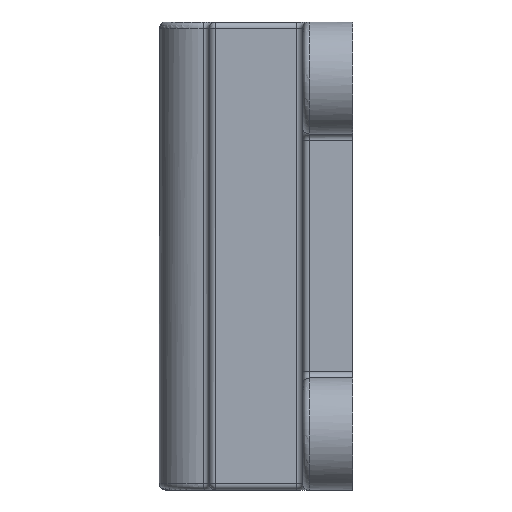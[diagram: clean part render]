
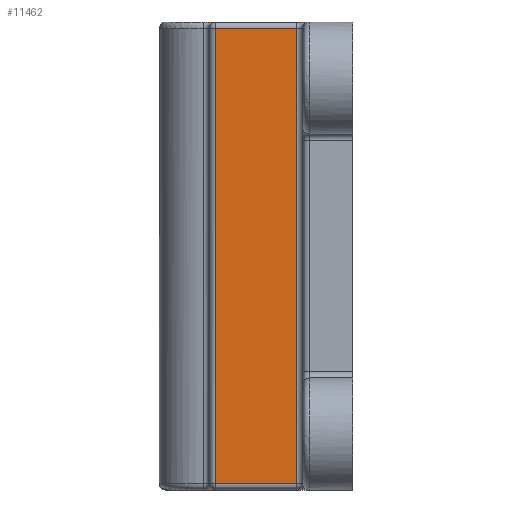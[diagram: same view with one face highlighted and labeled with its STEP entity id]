
A CAD part, left-side view. The second image highlights one B-rep face of the part: STEP entity #11462.
In plain terms, the highlighted planar face has unit normal (-1, 0, 0).
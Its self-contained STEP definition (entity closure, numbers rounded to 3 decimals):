
#2594=CARTESIAN_POINT('',(-62.5,9.0,-36.5));
#2595=VERTEX_POINT('no 24216',#2594);
#2646=CARTESIAN_POINT('',(-62.5,22.0,-36.5));
#2647=VERTEX_POINT('no 24222',#2646);
#2648=CARTESIAN_POINT('',(-62.5,8.0,-36.5));
#2649=DIRECTION('',(0.0,1.0,0.0));
#2650=VECTOR('',#2649,1.0);
#2651=LINE('',#2648,#2650);
#2652=EDGE_CURVE('no 24226',#2595,#2647,#2651,.T.);
#3685=CARTESIAN_POINT('',(-62.5,22.0,36.5));
#3686=VERTEX_POINT('no 24219',#3685);
#8669=CARTESIAN_POINT('',(-62.5,9.0,36.5));
#8670=VERTEX_POINT('no 24214',#8669);
#11177=CARTESIAN_POINT('',(-62.5,15.5,36.5));
#11178=DIRECTION('',(0.0,-1.0,0.0));
#11179=VECTOR('',#11178,1.0);
#11180=LINE('',#11177,#11179);
#11181=EDGE_CURVE('no 24218',#3686,#8670,#11180,.T.);
#11275=CARTESIAN_POINT('',(-62.5,22.0,-37.5));
#11276=DIRECTION('',(-0.0,-0.0,1.0));
#11277=VECTOR('',#11276,1.0);
#11278=LINE('',#11275,#11277);
#11279=EDGE_CURVE('no 24221',#2647,#3686,#11278,.T.);
#11446=CARTESIAN_POINT('',(-62.5,9.0,0.0));
#11447=DIRECTION('',(0.0,0.0,-1.0));
#11448=VECTOR('',#11447,1.0);
#11449=LINE('',#11446,#11448);
#11450=EDGE_CURVE('no 24213',#8670,#2595,#11449,.T.);
#11451=ORIENTED_EDGE('no 2806',*,*,#11450,.F.);
#11452=ORIENTED_EDGE('no 2808',*,*,#11181,.F.);
#11453=ORIENTED_EDGE('no 2810',*,*,#11279,.F.);
#11454=ORIENTED_EDGE('no 2812',*,*,#2652,.F.);
#11455=EDGE_LOOP('',(#11451,#11452,#11453,#11454));
#11456=FACE_OUTER_BOUND('',#11455,.T.);
#11457=CARTESIAN_POINT('',(-62.5,8.0,-37.5));
#11458=DIRECTION('',(-1.0,0.0,0.0));
#11459=DIRECTION('',(0.0,0.0,1.0));
#11460=AXIS2_PLACEMENT_3D('',#11457,#11458,#11459);
#11461=PLANE('',#11460);
#11462=ADVANCED_FACE('no 24211',(#11456),#11461,.T.);
